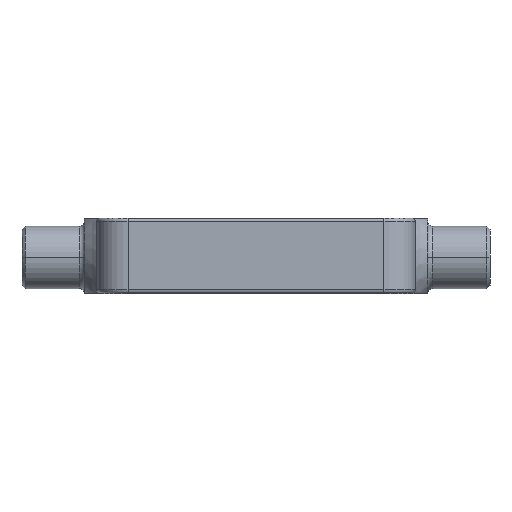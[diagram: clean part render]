
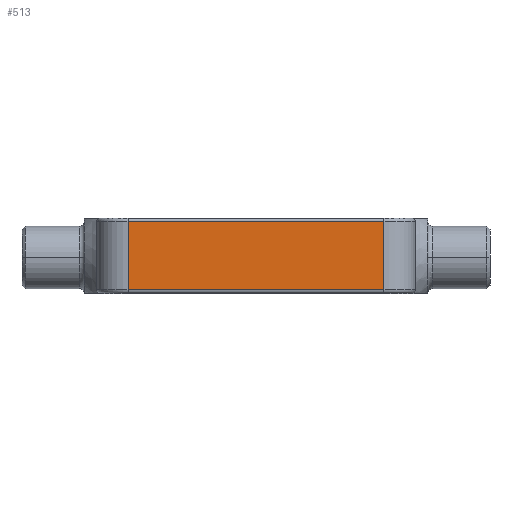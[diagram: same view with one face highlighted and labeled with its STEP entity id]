
A CAD part, top view. The second image highlights one B-rep face of the part: STEP entity #513.
In plain terms, the highlighted planar face has unit normal (0, 0, 1).
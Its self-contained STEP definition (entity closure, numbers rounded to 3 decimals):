
#244 = CARTESIAN_POINT ( 'NONE',  ( -41., 24., 51. ) ) ;
#252 = PLANE ( 'NONE',  #2460 ) ;
#257 = EDGE_CURVE ( 'NONE', #1339, #2376, #2371, .T. ) ;
#424 = FACE_OUTER_BOUND ( 'NONE', #1141, .T. ) ;
#433 = DIRECTION ( 'NONE',  ( 0., 0., -1. ) ) ;
#462 = EDGE_CURVE ( 'NONE', #1339, #2486, #2008, .T. ) ;
#511 = DIRECTION ( 'NONE',  ( -1., 0., 0. ) ) ;
#513 = ADVANCED_FACE ( 'NONE', ( #424 ), #252, .F. ) ;
#698 = VECTOR ( 'NONE', #899, 1000. ) ;
#812 = VECTOR ( 'NONE', #999, 1000. ) ;
#899 = DIRECTION ( 'NONE',  ( -1., 0., 0. ) ) ;
#999 = DIRECTION ( 'NONE',  ( 0., -1., 0. ) ) ;
#1050 = VERTEX_POINT ( 'NONE', #2484 ) ;
#1105 = LINE ( 'NONE', #1734, #2042 ) ;
#1141 = EDGE_LOOP ( 'NONE', ( #1173, #2226, #2424, #2194 ) ) ;
#1173 = ORIENTED_EDGE ( 'NONE', *, *, #462, .F. ) ;
#1210 = CARTESIAN_POINT ( 'NONE',  ( -41., 24., 51. ) ) ;
#1339 = VERTEX_POINT ( 'NONE', #1414 ) ;
#1414 = CARTESIAN_POINT ( 'NONE',  ( 41., 22.95, 51. ) ) ;
#1508 = CARTESIAN_POINT ( 'NONE',  ( -41., 22.95, 51. ) ) ;
#1519 = VECTOR ( 'NONE', #2357, 1000. ) ;
#1725 = DIRECTION ( 'NONE',  ( 1., 0., 0. ) ) ;
#1734 = CARTESIAN_POINT ( 'NONE',  ( -41., 1.05, 51. ) ) ;
#1745 = CARTESIAN_POINT ( 'NONE',  ( 41., 24., 51. ) ) ;
#1809 = CARTESIAN_POINT ( 'NONE',  ( 41., 1.05, 51. ) ) ;
#1841 = EDGE_CURVE ( 'NONE', #2376, #1050, #2340, .T. ) ;
#1996 = EDGE_CURVE ( 'NONE', #1050, #2486, #1105, .T. ) ;
#2008 = LINE ( 'NONE', #1745, #1519 ) ;
#2042 = VECTOR ( 'NONE', #1725, 1000. ) ;
#2141 = CARTESIAN_POINT ( 'NONE',  ( -41., 22.95, 51. ) ) ;
#2194 = ORIENTED_EDGE ( 'NONE', *, *, #1996, .T. ) ;
#2226 = ORIENTED_EDGE ( 'NONE', *, *, #257, .T. ) ;
#2340 = LINE ( 'NONE', #1210, #812 ) ;
#2357 = DIRECTION ( 'NONE',  ( 0., -1., 0. ) ) ;
#2371 = LINE ( 'NONE', #1508, #698 ) ;
#2376 = VERTEX_POINT ( 'NONE', #2141 ) ;
#2424 = ORIENTED_EDGE ( 'NONE', *, *, #1841, .T. ) ;
#2460 = AXIS2_PLACEMENT_3D ( 'NONE', #244, #433, #511 ) ;
#2484 = CARTESIAN_POINT ( 'NONE',  ( -41., 1.05, 51. ) ) ;
#2486 = VERTEX_POINT ( 'NONE', #1809 ) ;
